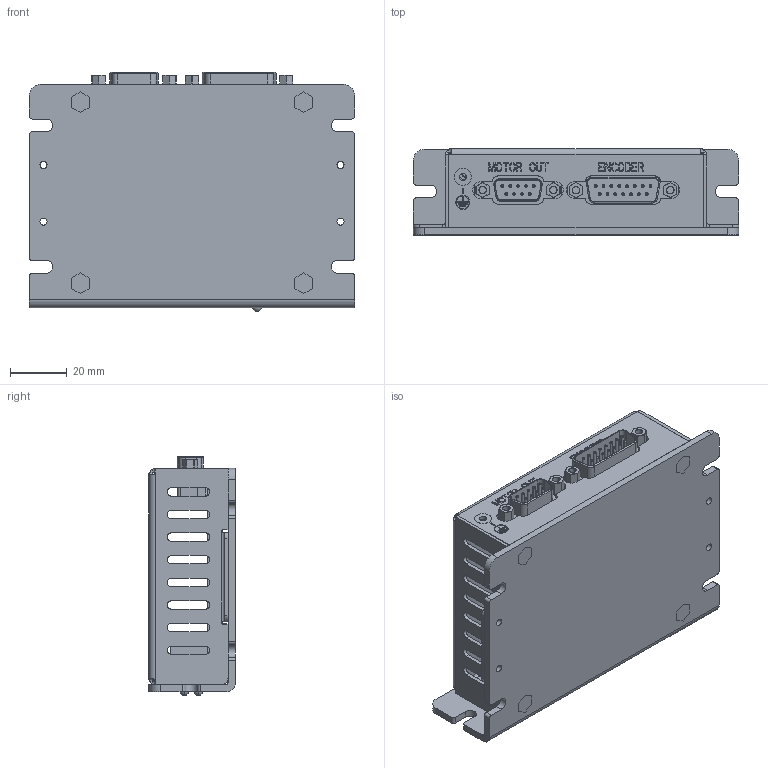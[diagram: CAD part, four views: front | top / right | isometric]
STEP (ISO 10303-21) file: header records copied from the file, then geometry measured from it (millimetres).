
FILE_DESCRIPTION((''),'2;1');
FILE_NAME('MINI_DRIVER_LHGK_ASM','2023-03-23T',('Administrator'),(''),'CREO PARAMETRIC BY PTC INC, 2014500','CREO PARAMETRIC BY PTC INC, 2014500','');
FILE_SCHEMA(('CONFIG_CONTROL_DESIGN'));
Products named in the file (11): JIBAN_MINI_DRIVER; YMLZ_M3-8; QUDONG_PCB_MINI; DB-15S; DB-9GT; LED; LIANJIEQI_381; SHANGGAI02_MINI_DRIVER_LHGK; S; M3_CT; MINI_DRIVER_LHGK_ASM
Assembly tree (14 placements, depth 2):
  MINI_DRIVER_LHGK_ASM
    JIBAN_MINI_DRIVER
    YMLZ_M3-8  x4
    QUDONG_PCB_MINI
    DB-15S
    DB-9GT
    LED
    LIANJIEQI_381
    SHANGGAI02_MINI_DRIVER_LHGK
    S
    M3_CT  x2
Bounding box: 115 x 30.5 x 84.5 mm (x, y, z)
Volume: 69044.2 mm3; surface area: 79809.5 mm2
Topology: 17 solids, 17 shells, 2448 faces, 6348 edges, 4144 vertices
Faces by surface type: plane 1801, cylinder 487, bspline 100, cone 44, torus 8, sphere 8
Entity records: 75394 total; most frequent: CARTESIAN_POINT 15840, ORIENTED_EDGE 12372, DIRECTION 11906, EDGE_CURVE 6186, VECTOR 4994, LINE 4994, VERTEX_POINT 4058, AXIS2_PLACEMENT_3D 3456
